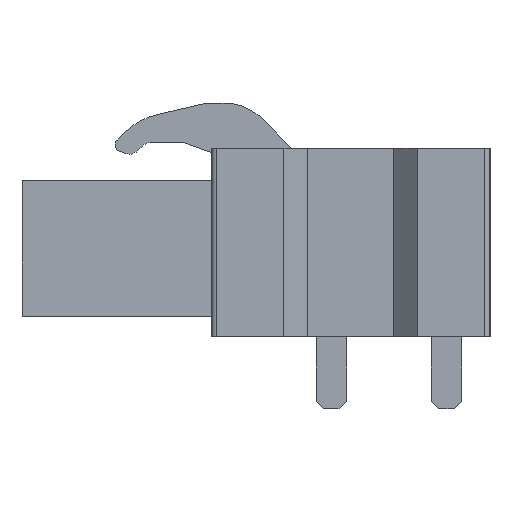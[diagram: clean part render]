
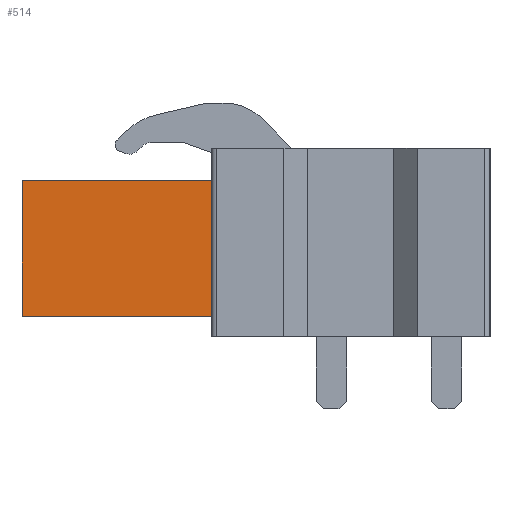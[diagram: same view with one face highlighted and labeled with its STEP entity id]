
A CAD part, left-side view. The second image highlights one B-rep face of the part: STEP entity #514.
In plain terms, the highlighted planar face has unit normal (-1, 0, 0).
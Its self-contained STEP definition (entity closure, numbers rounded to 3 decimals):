
#420=AXIS2_PLACEMENT_3D('Plane Axis2P3D',#417,#418,#419) ;
#89=CARTESIAN_POINT('Vertex',(5.08,20.65,4.075)) ;
#92=CARTESIAN_POINT('Line Origine',(5.08,20.65,7.075)) ;
#96=CARTESIAN_POINT('Vertex',(5.08,20.65,10.075)) ;
#417=CARTESIAN_POINT('Axis2P3D Location',(5.08,0.4,3.2)) ;
#457=CARTESIAN_POINT('Line Origine',(5.08,12.175,10.95)) ;
#461=CARTESIAN_POINT('Vertex',(5.08,12.05,10.95)) ;
#463=CARTESIAN_POINT('Vertex',(5.08,12.3,10.95)) ;
#466=CARTESIAN_POINT('Line Origine',(5.08,12.3,10.513)) ;
#470=CARTESIAN_POINT('Vertex',(5.08,12.3,10.075)) ;
#473=CARTESIAN_POINT('Line Origine',(5.08,16.475,10.075)) ;
#478=CARTESIAN_POINT('Line Origine',(5.08,16.475,4.075)) ;
#482=CARTESIAN_POINT('Vertex',(5.08,12.3,4.075)) ;
#485=CARTESIAN_POINT('Line Origine',(5.08,12.3,3.638)) ;
#489=CARTESIAN_POINT('Vertex',(5.08,12.3,3.2)) ;
#492=CARTESIAN_POINT('Line Origine',(5.08,12.175,3.2)) ;
#496=CARTESIAN_POINT('Vertex',(5.08,12.05,3.2)) ;
#499=CARTESIAN_POINT('Line Origine',(5.08,12.05,7.075)) ;
#93=DIRECTION('Vector Direction',(0.,0.,1.)) ;
#418=DIRECTION('Axis2P3D Direction',(-1.,0.,0.)) ;
#419=DIRECTION('Axis2P3D XDirection',(0.,0.,1.)) ;
#458=DIRECTION('Vector Direction',(0.,1.,0.)) ;
#467=DIRECTION('Vector Direction',(0.,0.,-1.)) ;
#474=DIRECTION('Vector Direction',(0.,1.,0.)) ;
#479=DIRECTION('Vector Direction',(0.,1.,0.)) ;
#486=DIRECTION('Vector Direction',(0.,0.,1.)) ;
#493=DIRECTION('Vector Direction',(0.,1.,0.)) ;
#500=DIRECTION('Vector Direction',(0.,0.,-1.)) ;
#94=VECTOR('Line Direction',#93,1.) ;
#459=VECTOR('Line Direction',#458,1.) ;
#468=VECTOR('Line Direction',#467,1.) ;
#475=VECTOR('Line Direction',#474,1.) ;
#480=VECTOR('Line Direction',#479,1.) ;
#487=VECTOR('Line Direction',#486,1.) ;
#494=VECTOR('Line Direction',#493,1.) ;
#501=VECTOR('Line Direction',#500,1.) ;
#505=ORIENTED_EDGE('',*,*,#465,.T.) ;
#506=ORIENTED_EDGE('',*,*,#472,.F.) ;
#507=ORIENTED_EDGE('',*,*,#477,.F.) ;
#508=ORIENTED_EDGE('',*,*,#98,.T.) ;
#509=ORIENTED_EDGE('',*,*,#484,.F.) ;
#510=ORIENTED_EDGE('',*,*,#491,.F.) ;
#511=ORIENTED_EDGE('',*,*,#498,.F.) ;
#512=ORIENTED_EDGE('',*,*,#503,.F.) ;
#514=ADVANCED_FACE('BLL5.08/17/90FI 3.2SN OR 1843900000',(#513),#421,.T.) ;
#98=EDGE_CURVE('',#97,#90,#95,.F.) ;
#465=EDGE_CURVE('',#462,#464,#460,.T.) ;
#472=EDGE_CURVE('',#471,#464,#469,.F.) ;
#477=EDGE_CURVE('',#97,#471,#476,.F.) ;
#484=EDGE_CURVE('',#483,#90,#481,.T.) ;
#491=EDGE_CURVE('',#490,#483,#488,.T.) ;
#498=EDGE_CURVE('',#497,#490,#495,.T.) ;
#503=EDGE_CURVE('',#462,#497,#502,.T.) ;
#504=EDGE_LOOP('',(#505,#506,#507,#508,#509,#510,#511,#512)) ;
#513=FACE_OUTER_BOUND('',#504,.T.) ;
#95=LINE('Line',#92,#94) ;
#460=LINE('Line',#457,#459) ;
#469=LINE('Line',#466,#468) ;
#476=LINE('Line',#473,#475) ;
#481=LINE('Line',#478,#480) ;
#488=LINE('Line',#485,#487) ;
#495=LINE('Line',#492,#494) ;
#502=LINE('Line',#499,#501) ;
#421=PLANE('',#420) ;
#90=VERTEX_POINT('',#89) ;
#97=VERTEX_POINT('',#96) ;
#462=VERTEX_POINT('',#461) ;
#464=VERTEX_POINT('',#463) ;
#471=VERTEX_POINT('',#470) ;
#483=VERTEX_POINT('',#482) ;
#490=VERTEX_POINT('',#489) ;
#497=VERTEX_POINT('',#496) ;
